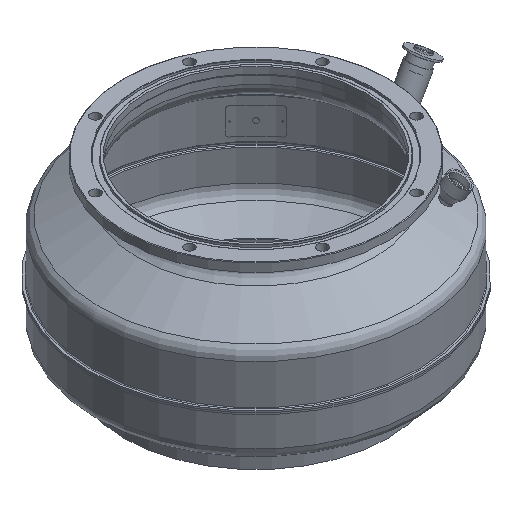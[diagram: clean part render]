
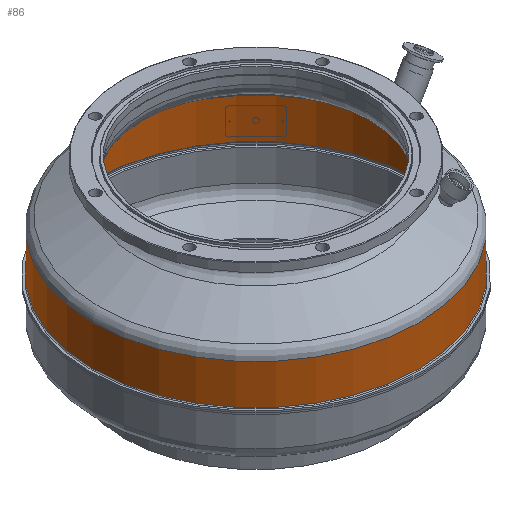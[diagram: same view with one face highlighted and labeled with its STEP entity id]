
A CAD part, isometric view. The second image highlights one B-rep face of the part: STEP entity #86.
In plain terms, the highlighted cylindrical face has radius 302 mm (diameter 604 mm), a full revolution.
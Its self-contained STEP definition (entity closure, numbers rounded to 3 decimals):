
#86=ADVANCED_FACE('',(#495,#497),#499,.T.);
#495=FACE_BOUND('',#496,.T.);
#496=EDGE_LOOP('',(#1188,#1189));
#497=FACE_BOUND('',#498,.T.);
#498=EDGE_LOOP('',(#1190,#1191));
#499=CYLINDRICAL_SURFACE('',#500,302.);
#500=AXIS2_PLACEMENT_3D('',#501,#502,#503);
#501=CARTESIAN_POINT('',(0.,0.,188.453));
#502=DIRECTION('',(0.,0.,-1.));
#503=DIRECTION('',(-1.,0.,0.));
#1188=ORIENTED_EDGE('',*,*,#1436,.T.);
#1189=ORIENTED_EDGE('',*,*,#1435,.T.);
#1190=ORIENTED_EDGE('',*,*,#1438,.F.);
#1191=ORIENTED_EDGE('',*,*,#1439,.F.);
#1435=EDGE_CURVE('',#1652,#1653,#1654,.T.);
#1436=EDGE_CURVE('',#1653,#1652,#1655,.T.);
#1438=EDGE_CURVE('',#1658,#1659,#1660,.T.);
#1439=EDGE_CURVE('',#1659,#1658,#1661,.T.);
#1652=VERTEX_POINT('',#2377);
#1653=VERTEX_POINT('',#2378);
#1654=CIRCLE('',#2379,302.);
#1655=CIRCLE('',#2383,302.);
#1658=VERTEX_POINT('',#2392);
#1659=VERTEX_POINT('',#2393);
#1660=CIRCLE('',#2394,302.);
#1661=CIRCLE('',#2398,302.);
#2377=CARTESIAN_POINT('',(-302.,0.,188.453));
#2378=CARTESIAN_POINT('',(302.,0.,188.453));
#2379=AXIS2_PLACEMENT_3D('',#2380,#2381,#2382);
#2380=CARTESIAN_POINT('',(0.,0.,188.453));
#2381=DIRECTION('',(0.,0.,-1.));
#2382=DIRECTION('',(-1.,0.,0.));
#2383=AXIS2_PLACEMENT_3D('',#2384,#2385,#2386);
#2384=CARTESIAN_POINT('',(0.,0.,188.453));
#2385=DIRECTION('',(0.,0.,-1.));
#2386=DIRECTION('',(1.,0.,0.));
#2392=CARTESIAN_POINT('',(-302.,0.,114.5));
#2393=CARTESIAN_POINT('',(302.,0.,114.5));
#2394=AXIS2_PLACEMENT_3D('',#2395,#2396,#2397);
#2395=CARTESIAN_POINT('',(0.,0.,114.5));
#2396=DIRECTION('',(0.,0.,-1.));
#2397=DIRECTION('',(-1.,0.,0.));
#2398=AXIS2_PLACEMENT_3D('',#2399,#2400,#2401);
#2399=CARTESIAN_POINT('',(0.,0.,114.5));
#2400=DIRECTION('',(0.,0.,-1.));
#2401=DIRECTION('',(1.,0.,0.));
